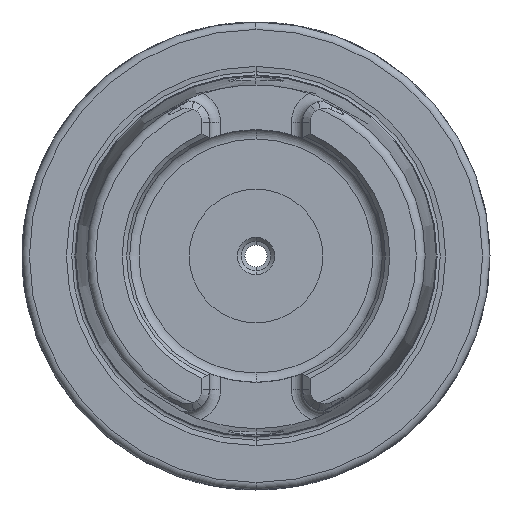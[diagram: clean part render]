
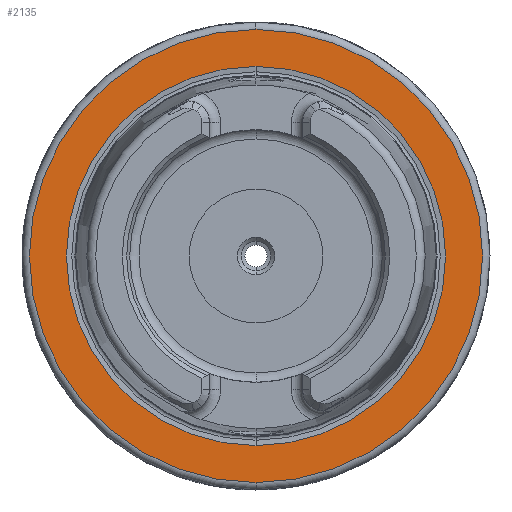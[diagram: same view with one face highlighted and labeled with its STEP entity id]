
A CAD part, left-side view. The second image highlights one B-rep face of the part: STEP entity #2135.
In plain terms, the highlighted planar face has unit normal (-1, 0, 0).
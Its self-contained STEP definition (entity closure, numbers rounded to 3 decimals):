
#83 = DIRECTION ( 'NONE',  ( 0., 0., -1. ) ) ;
#90 = EDGE_CURVE ( 'NONE', #3521, #924, #349, .T. ) ;
#214 = AXIS2_PLACEMENT_3D ( 'NONE', #5543, #3282, #7275 ) ;
#349 = CIRCLE ( 'NONE', #5420, 25.521 ) ;
#669 = CIRCLE ( 'NONE', #1774, 30.5 ) ;
#924 = VERTEX_POINT ( 'NONE', #1149 ) ;
#944 = CARTESIAN_POINT ( 'NONE',  ( -64., 0., -30.5 ) ) ;
#1149 = CARTESIAN_POINT ( 'NONE',  ( -64., 0., -25.521 ) ) ;
#1525 = CARTESIAN_POINT ( 'NONE',  ( -64., 0., 0. ) ) ;
#1684 = CARTESIAN_POINT ( 'NONE',  ( -64., 0., 0. ) ) ;
#1774 = AXIS2_PLACEMENT_3D ( 'NONE', #1525, #5523, #2092 ) ;
#1802 = ORIENTED_EDGE ( 'NONE', *, *, #3416, .T. ) ;
#2067 = VERTEX_POINT ( 'NONE', #944 ) ;
#2092 = DIRECTION ( 'NONE',  ( 0., 0., -1. ) ) ;
#2135 = ADVANCED_FACE ( 'NONE', ( #3451, #5950 ), #6700, .F. ) ;
#2249 = DIRECTION ( 'NONE',  ( 0., 0., -1. ) ) ;
#2420 = CIRCLE ( 'NONE', #2837, 30.5 ) ;
#2837 = AXIS2_PLACEMENT_3D ( 'NONE', #1684, #5691, #2249 ) ;
#2905 = VERTEX_POINT ( 'NONE', #5651 ) ;
#3042 = CARTESIAN_POINT ( 'NONE',  ( -64., 0., 0. ) ) ;
#3282 = DIRECTION ( 'NONE',  ( 1., 0., 0. ) ) ;
#3331 = EDGE_CURVE ( 'NONE', #2905, #2067, #2420, .T. ) ;
#3416 = EDGE_CURVE ( 'NONE', #924, #3521, #5480, .T. ) ;
#3451 = FACE_OUTER_BOUND ( 'NONE', #7073, .T. ) ;
#3490 = DIRECTION ( 'NONE',  ( 1., 0., 0. ) ) ;
#3521 = VERTEX_POINT ( 'NONE', #6454 ) ;
#3617 = DIRECTION ( 'NONE',  ( 0., 0., -1. ) ) ;
#4416 = ORIENTED_EDGE ( 'NONE', *, *, #5096, .T. ) ;
#4446 = ORIENTED_EDGE ( 'NONE', *, *, #90, .T. ) ;
#4736 = AXIS2_PLACEMENT_3D ( 'NONE', #6906, #3490, #83 ) ;
#5096 = EDGE_CURVE ( 'NONE', #2067, #2905, #669, .T. ) ;
#5420 = AXIS2_PLACEMENT_3D ( 'NONE', #3042, #7035, #3617 ) ;
#5480 = CIRCLE ( 'NONE', #4736, 25.521 ) ;
#5523 = DIRECTION ( 'NONE',  ( -1., 0., 0. ) ) ;
#5543 = CARTESIAN_POINT ( 'NONE',  ( -64., 31.5, 0. ) ) ;
#5651 = CARTESIAN_POINT ( 'NONE',  ( -64., 0., 30.5 ) ) ;
#5691 = DIRECTION ( 'NONE',  ( -1., 0., 0. ) ) ;
#5950 = FACE_BOUND ( 'NONE', #6166, .T. ) ;
#6166 = EDGE_LOOP ( 'NONE', ( #4446, #1802 ) ) ;
#6352 = ORIENTED_EDGE ( 'NONE', *, *, #3331, .T. ) ;
#6454 = CARTESIAN_POINT ( 'NONE',  ( -64., 0., 25.521 ) ) ;
#6700 = PLANE ( 'NONE',  #214 ) ;
#6906 = CARTESIAN_POINT ( 'NONE',  ( -64., 0., 0. ) ) ;
#7035 = DIRECTION ( 'NONE',  ( 1., 0., 0. ) ) ;
#7073 = EDGE_LOOP ( 'NONE', ( #4416, #6352 ) ) ;
#7275 = DIRECTION ( 'NONE',  ( 0., 0., -1. ) ) ;
